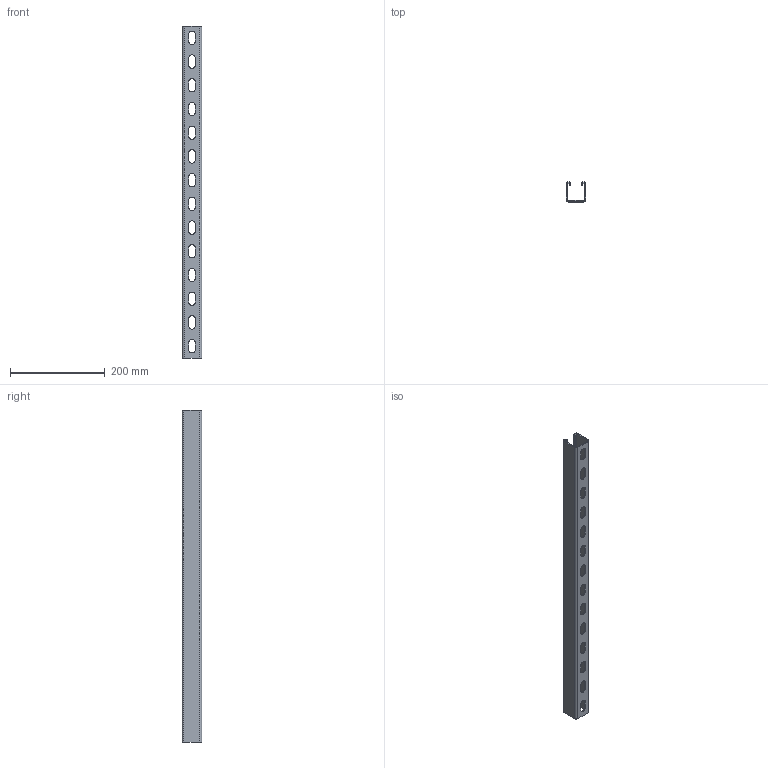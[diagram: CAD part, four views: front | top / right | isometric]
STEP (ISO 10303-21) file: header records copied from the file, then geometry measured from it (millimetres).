
FILE_DESCRIPTION (( 'STEP AP214' ), '1' );
FILE_NAME ('1122568.stp', '2017-12-07T08:02:27', ( '' ), ( '' ), 'SwSTEP 2.0', 'SolidWorks 2016', '' );
FILE_SCHEMA (( 'AUTOMOTIVE_DESIGN' ));
Length unit declared in the file: millimetre
Products named in the file (1): 1122568
Bounding box: 41 x 41 x 700 mm (x, y, z)
Volume: 220111.1 mm3; surface area: 182772.2 mm2
Topology: 1 solids, 1 shells, 124 faces, 318 edges, 196 vertices
Faces by surface type: plane 70, cylinder 54
Entity records: 3816 total; most frequent: DIRECTION 676, CARTESIAN_POINT 639, ORIENTED_EDGE 636, EDGE_CURVE 318, AXIS2_PLACEMENT_3D 233, LINE 210, VECTOR 210, VERTEX_POINT 196
